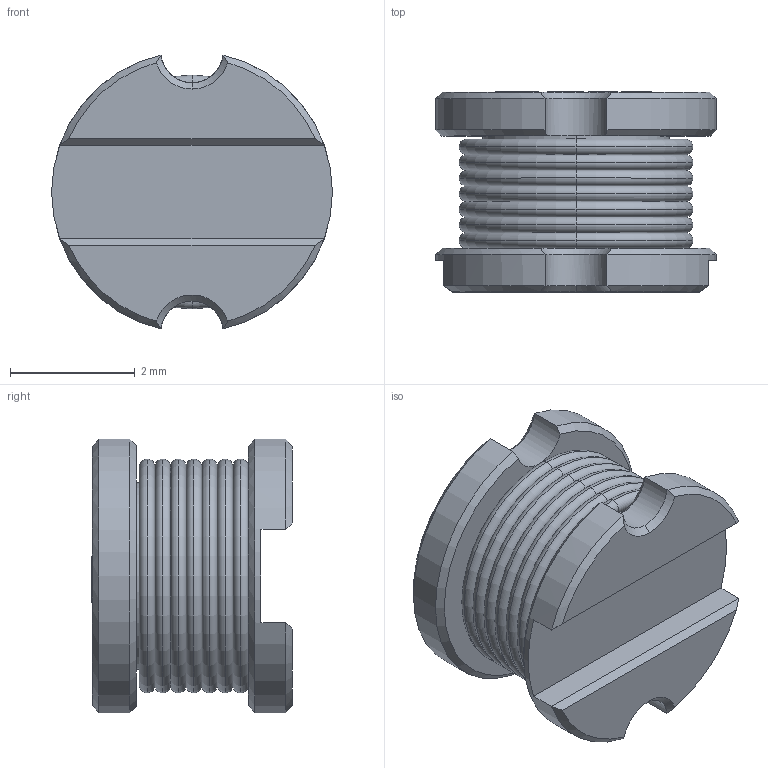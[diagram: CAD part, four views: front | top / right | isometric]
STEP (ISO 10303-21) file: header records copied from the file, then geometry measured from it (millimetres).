
FILE_DESCRIPTION (( 'STEP AP214' ), '1' );
FILE_NAME ('CD43_inductor.STEP', '2025-09-11T04:02:40', ( '' ), ( '' ), 'SwSTEP 2.0', 'SolidWorks 2022', '' );
FILE_SCHEMA (( 'AUTOMOTIVE_DESIGN' ));
Length unit declared in the file: millimetre
Products named in the file (1): CD43_inductor
Bounding box: 4.5 x 3.21 x 4.39 mm (x, y, z)
Volume: 34.2 mm3; surface area: 143.5 mm2
Topology: 8 solids, 8 shells, 131 faces, 315 edges, 194 vertices
Faces by surface type: plane 40, bspline 30, torus 28, cone 21, cylinder 12
Entity records: 6490 total; most frequent: CARTESIAN_POINT 2539, ORIENTED_EDGE 630, DIRECTION 545, EDGE_CURVE 315, AXIS2_PLACEMENT_3D 208, VERTEX_POINT 194, EDGE_LOOP 139, ADVANCED_FACE 131
